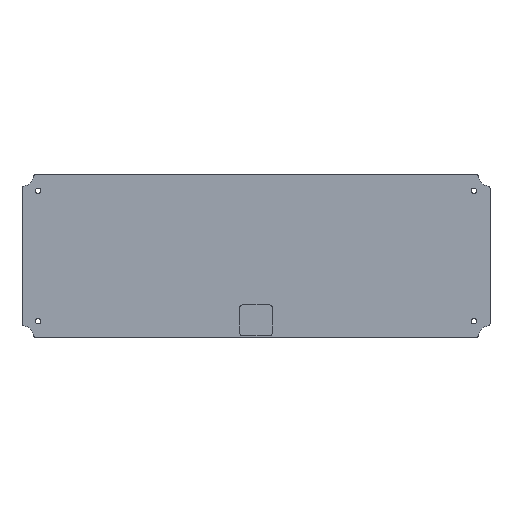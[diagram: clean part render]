
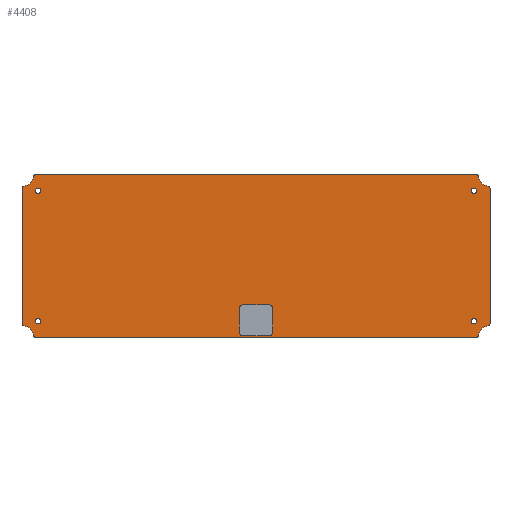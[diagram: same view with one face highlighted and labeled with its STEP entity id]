
A CAD part, front view. The second image highlights one B-rep face of the part: STEP entity #4408.
In plain terms, the highlighted planar face has unit normal (0, -1, 0).
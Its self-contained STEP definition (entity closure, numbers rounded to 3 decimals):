
#305=FACE_BOUND('',#944,.T.);
#306=FACE_BOUND('',#945,.T.);
#307=FACE_BOUND('',#946,.T.);
#308=FACE_BOUND('',#947,.T.);
#309=FACE_BOUND('',#948,.T.);
#382=CIRCLE('',#4579,6.6);
#383=CIRCLE('',#4581,1.);
#384=CIRCLE('',#4584,1.);
#385=CIRCLE('',#4586,6.6);
#386=CIRCLE('',#4588,1.);
#387=CIRCLE('',#4591,1.);
#388=CIRCLE('',#4593,6.6);
#389=CIRCLE('',#4595,1.);
#390=CIRCLE('',#4598,1.);
#391=CIRCLE('',#4601,1.);
#392=CIRCLE('',#4603,6.6);
#393=CIRCLE('',#4605,1.);
#394=CIRCLE('',#4607,1.5);
#396=CIRCLE('',#4610,1.5);
#398=CIRCLE('',#4613,1.5);
#400=CIRCLE('',#4616,1.5);
#402=CIRCLE('',#4623,2.);
#403=CIRCLE('',#4624,2.);
#404=CIRCLE('',#4625,2.);
#405=CIRCLE('',#4626,2.);
#451=PLANE('',#4622);
#687=FACE_OUTER_BOUND('',#943,.T.);
#943=EDGE_LOOP('',(#4056,#4057,#4058,#4059,#4060,#4061,#4062,#4063,#4064,
#4065,#4066,#4067,#4068,#4069,#4070,#4071));
#944=EDGE_LOOP('',(#4072));
#945=EDGE_LOOP('',(#4073));
#946=EDGE_LOOP('',(#4074));
#947=EDGE_LOOP('',(#4075));
#948=EDGE_LOOP('',(#4076,#4077,#4078,#4079,#4080,#4081,#4082,#4083));
#1215=LINE('',#9005,#1512);
#1220=LINE('',#9021,#1517);
#1225=LINE('',#9037,#1522);
#1227=LINE('',#9044,#1524);
#1239=LINE('',#9091,#1536);
#1240=LINE('',#9095,#1537);
#1241=LINE('',#9099,#1538);
#1242=LINE('',#9103,#1539);
#1512=VECTOR('',#5199,10.);
#1517=VECTOR('',#5218,10.);
#1522=VECTOR('',#5237,10.);
#1524=VECTOR('',#5245,10.);
#1536=VECTOR('',#5303,10.);
#1537=VECTOR('',#5306,10.);
#1538=VECTOR('',#5309,10.);
#1539=VECTOR('',#5312,10.);
#2083=VERTEX_POINT('',#8993);
#2084=VERTEX_POINT('',#8995);
#2085=VERTEX_POINT('',#8999);
#2086=VERTEX_POINT('',#9003);
#2087=VERTEX_POINT('',#9007);
#2088=VERTEX_POINT('',#9011);
#2089=VERTEX_POINT('',#9015);
#2090=VERTEX_POINT('',#9019);
#2091=VERTEX_POINT('',#9023);
#2092=VERTEX_POINT('',#9027);
#2093=VERTEX_POINT('',#9031);
#2094=VERTEX_POINT('',#9035);
#2095=VERTEX_POINT('',#9039);
#2096=VERTEX_POINT('',#9043);
#2097=VERTEX_POINT('',#9047);
#2098=VERTEX_POINT('',#9051);
#2099=VERTEX_POINT('',#9057);
#2101=VERTEX_POINT('',#9063);
#2103=VERTEX_POINT('',#9069);
#2105=VERTEX_POINT('',#9075);
#2107=VERTEX_POINT('',#9089);
#2108=VERTEX_POINT('',#9090);
#2109=VERTEX_POINT('',#9092);
#2110=VERTEX_POINT('',#9094);
#2111=VERTEX_POINT('',#9096);
#2112=VERTEX_POINT('',#9098);
#2113=VERTEX_POINT('',#9100);
#2114=VERTEX_POINT('',#9102);
#2719=EDGE_CURVE('',#2084,#2083,#382,.T.);
#2722=EDGE_CURVE('',#2083,#2085,#383,.F.);
#2724=EDGE_CURVE('',#2086,#2085,#1215,.T.);
#2726=EDGE_CURVE('',#2086,#2087,#384,.F.);
#2728=EDGE_CURVE('',#2088,#2087,#385,.F.);
#2730=EDGE_CURVE('',#2088,#2089,#386,.F.);
#2732=EDGE_CURVE('',#2090,#2089,#1220,.T.);
#2734=EDGE_CURVE('',#2090,#2091,#387,.F.);
#2736=EDGE_CURVE('',#2091,#2092,#388,.T.);
#2738=EDGE_CURVE('',#2092,#2093,#389,.F.);
#2740=EDGE_CURVE('',#2093,#2094,#1225,.T.);
#2741=EDGE_CURVE('',#2095,#2084,#390,.F.);
#2743=EDGE_CURVE('',#2096,#2095,#1227,.T.);
#2746=EDGE_CURVE('',#2094,#2097,#391,.F.);
#2748=EDGE_CURVE('',#2098,#2097,#392,.F.);
#2749=EDGE_CURVE('',#2098,#2096,#393,.F.);
#2750=EDGE_CURVE('',#2099,#2099,#394,.T.);
#2753=EDGE_CURVE('',#2101,#2101,#396,.T.);
#2756=EDGE_CURVE('',#2103,#2103,#398,.T.);
#2759=EDGE_CURVE('',#2105,#2105,#400,.T.);
#2766=EDGE_CURVE('',#2107,#2108,#1239,.F.);
#2767=EDGE_CURVE('',#2107,#2109,#402,.T.);
#2768=EDGE_CURVE('',#2110,#2109,#1240,.F.);
#2769=EDGE_CURVE('',#2110,#2111,#403,.T.);
#2770=EDGE_CURVE('',#2112,#2111,#1241,.F.);
#2771=EDGE_CURVE('',#2112,#2113,#404,.T.);
#2772=EDGE_CURVE('',#2114,#2113,#1242,.F.);
#2773=EDGE_CURVE('',#2114,#2108,#405,.T.);
#4056=ORIENTED_EDGE('',*,*,#2728,.F.);
#4057=ORIENTED_EDGE('',*,*,#2730,.T.);
#4058=ORIENTED_EDGE('',*,*,#2732,.F.);
#4059=ORIENTED_EDGE('',*,*,#2734,.T.);
#4060=ORIENTED_EDGE('',*,*,#2736,.T.);
#4061=ORIENTED_EDGE('',*,*,#2738,.T.);
#4062=ORIENTED_EDGE('',*,*,#2740,.T.);
#4063=ORIENTED_EDGE('',*,*,#2746,.T.);
#4064=ORIENTED_EDGE('',*,*,#2748,.F.);
#4065=ORIENTED_EDGE('',*,*,#2749,.T.);
#4066=ORIENTED_EDGE('',*,*,#2743,.T.);
#4067=ORIENTED_EDGE('',*,*,#2741,.T.);
#4068=ORIENTED_EDGE('',*,*,#2719,.T.);
#4069=ORIENTED_EDGE('',*,*,#2722,.T.);
#4070=ORIENTED_EDGE('',*,*,#2724,.F.);
#4071=ORIENTED_EDGE('',*,*,#2726,.T.);
#4072=ORIENTED_EDGE('',*,*,#2759,.T.);
#4073=ORIENTED_EDGE('',*,*,#2750,.T.);
#4074=ORIENTED_EDGE('',*,*,#2753,.T.);
#4075=ORIENTED_EDGE('',*,*,#2756,.T.);
#4076=ORIENTED_EDGE('',*,*,#2766,.F.);
#4077=ORIENTED_EDGE('',*,*,#2767,.T.);
#4078=ORIENTED_EDGE('',*,*,#2768,.F.);
#4079=ORIENTED_EDGE('',*,*,#2769,.T.);
#4080=ORIENTED_EDGE('',*,*,#2770,.F.);
#4081=ORIENTED_EDGE('',*,*,#2771,.T.);
#4082=ORIENTED_EDGE('',*,*,#2772,.F.);
#4083=ORIENTED_EDGE('',*,*,#2773,.T.);
#4408=ADVANCED_FACE('',(#687,#305,#306,#307,#308,#309),#451,.F.);
#4579=AXIS2_PLACEMENT_3D('',#8996,#5188,#5189);
#4581=AXIS2_PLACEMENT_3D('',#9001,#5194,#5195);
#4584=AXIS2_PLACEMENT_3D('',#9009,#5203,#5204);
#4586=AXIS2_PLACEMENT_3D('',#9013,#5208,#5209);
#4588=AXIS2_PLACEMENT_3D('',#9017,#5213,#5214);
#4591=AXIS2_PLACEMENT_3D('',#9025,#5222,#5223);
#4593=AXIS2_PLACEMENT_3D('',#9029,#5227,#5228);
#4595=AXIS2_PLACEMENT_3D('',#9033,#5232,#5233);
#4598=AXIS2_PLACEMENT_3D('',#9040,#5240,#5241);
#4601=AXIS2_PLACEMENT_3D('',#9049,#5250,#5251);
#4603=AXIS2_PLACEMENT_3D('',#9053,#5255,#5256);
#4605=AXIS2_PLACEMENT_3D('',#9055,#5259,#5260);
#4607=AXIS2_PLACEMENT_3D('',#9058,#5263,#5264);
#4610=AXIS2_PLACEMENT_3D('',#9064,#5270,#5271);
#4613=AXIS2_PLACEMENT_3D('',#9070,#5277,#5278);
#4616=AXIS2_PLACEMENT_3D('',#9076,#5284,#5285);
#4622=AXIS2_PLACEMENT_3D('',#9088,#5301,#5302);
#4623=AXIS2_PLACEMENT_3D('',#9093,#5304,#5305);
#4624=AXIS2_PLACEMENT_3D('',#9097,#5307,#5308);
#4625=AXIS2_PLACEMENT_3D('',#9101,#5310,#5311);
#4626=AXIS2_PLACEMENT_3D('',#9104,#5313,#5314);
#5188=DIRECTION('center_axis',(0.,1.,0.));
#5189=DIRECTION('ref_axis',(0.,0.,1.));
#5194=DIRECTION('center_axis',(0.,1.,0.));
#5195=DIRECTION('ref_axis',(0.,0.,1.));
#5199=DIRECTION('',(-1.,0.,0.));
#5203=DIRECTION('center_axis',(0.,1.,0.));
#5204=DIRECTION('ref_axis',(0.,0.,1.));
#5208=DIRECTION('center_axis',(0.,1.,0.));
#5209=DIRECTION('ref_axis',(0.,0.,1.));
#5213=DIRECTION('center_axis',(0.,1.,0.));
#5214=DIRECTION('ref_axis',(0.,0.,1.));
#5218=DIRECTION('',(0.,0.,-1.));
#5222=DIRECTION('center_axis',(0.,1.,0.));
#5223=DIRECTION('ref_axis',(0.,0.,1.));
#5227=DIRECTION('center_axis',(0.,1.,0.));
#5228=DIRECTION('ref_axis',(0.,0.,1.));
#5232=DIRECTION('center_axis',(0.,1.,0.));
#5233=DIRECTION('ref_axis',(0.,0.,1.));
#5237=DIRECTION('',(-1.,0.,0.));
#5240=DIRECTION('center_axis',(0.,1.,0.));
#5241=DIRECTION('ref_axis',(0.,0.,1.));
#5245=DIRECTION('',(0.,0.,-1.));
#5250=DIRECTION('center_axis',(0.,1.,0.));
#5251=DIRECTION('ref_axis',(0.,0.,1.));
#5255=DIRECTION('center_axis',(0.,1.,0.));
#5256=DIRECTION('ref_axis',(0.,0.,1.));
#5259=DIRECTION('center_axis',(0.,1.,0.));
#5260=DIRECTION('ref_axis',(0.,0.,1.));
#5263=DIRECTION('center_axis',(0.,1.,0.));
#5264=DIRECTION('ref_axis',(0.,0.,1.));
#5270=DIRECTION('center_axis',(0.,1.,0.));
#5271=DIRECTION('ref_axis',(0.,0.,1.));
#5277=DIRECTION('center_axis',(0.,1.,0.));
#5278=DIRECTION('ref_axis',(0.,0.,1.));
#5284=DIRECTION('center_axis',(0.,1.,0.));
#5285=DIRECTION('ref_axis',(0.,0.,1.));
#5301=DIRECTION('center_axis',(0.,1.,0.));
#5302=DIRECTION('ref_axis',(0.,0.,1.));
#5303=DIRECTION('',(-1.,0.,0.));
#5304=DIRECTION('center_axis',(0.,1.,0.));
#5305=DIRECTION('ref_axis',(0.,0.,1.));
#5306=DIRECTION('',(0.,0.,1.));
#5307=DIRECTION('center_axis',(0.,1.,0.));
#5308=DIRECTION('ref_axis',(0.,0.,1.));
#5309=DIRECTION('',(1.,0.,0.));
#5310=DIRECTION('center_axis',(0.,1.,0.));
#5311=DIRECTION('ref_axis',(0.,0.,1.));
#5312=DIRECTION('',(0.,0.,-1.));
#5313=DIRECTION('center_axis',(0.,1.,0.));
#5314=DIRECTION('ref_axis',(0.,0.,1.));
#8993=CARTESIAN_POINT('',(-122.209,74.,-43.746));
#8995=CARTESIAN_POINT('',(-127.784,74.,-38.17));
#8996=CARTESIAN_POINT('Origin',(-128.74,74.,-44.701));
#8999=CARTESIAN_POINT('',(-121.22,74.,-44.601));
#9001=CARTESIAN_POINT('Origin',(-121.22,74.,-43.601));
#9003=CARTESIAN_POINT('',(121.232,74.,-44.601));
#9005=CARTESIAN_POINT('',(64.376,74.,-44.601));
#9007=CARTESIAN_POINT('',(122.222,74.,-43.746));
#9009=CARTESIAN_POINT('Origin',(121.232,74.,-43.601));
#9011=CARTESIAN_POINT('',(127.797,74.,-38.17));
#9013=CARTESIAN_POINT('Origin',(128.752,74.,-44.701));
#9015=CARTESIAN_POINT('',(128.652,74.,-37.181));
#9017=CARTESIAN_POINT('Origin',(127.652,74.,-37.181));
#9019=CARTESIAN_POINT('',(128.652,74.,37.542));
#9021=CARTESIAN_POINT('',(128.652,74.,-22.35));
#9023=CARTESIAN_POINT('',(127.797,74.,38.532));
#9025=CARTESIAN_POINT('Origin',(127.652,74.,37.542));
#9027=CARTESIAN_POINT('',(122.222,74.,44.107));
#9029=CARTESIAN_POINT('Origin',(128.752,74.,45.062));
#9031=CARTESIAN_POINT('',(121.232,74.,44.962));
#9033=CARTESIAN_POINT('Origin',(121.232,74.,43.962));
#9035=CARTESIAN_POINT('',(-121.22,74.,44.962));
#9037=CARTESIAN_POINT('',(64.376,74.,44.962));
#9039=CARTESIAN_POINT('',(-128.64,74.,-37.181));
#9040=CARTESIAN_POINT('Origin',(-127.64,74.,-37.181));
#9043=CARTESIAN_POINT('',(-128.64,74.,37.542));
#9044=CARTESIAN_POINT('',(-128.64,74.,-22.35));
#9047=CARTESIAN_POINT('',(-122.209,74.,44.107));
#9049=CARTESIAN_POINT('Origin',(-121.22,74.,43.962));
#9051=CARTESIAN_POINT('',(-127.784,74.,38.532));
#9053=CARTESIAN_POINT('Origin',(-128.74,74.,45.062));
#9055=CARTESIAN_POINT('Origin',(-127.64,74.,37.542));
#9057=CARTESIAN_POINT('',(119.752,74.,-37.201));
#9058=CARTESIAN_POINT('Origin',(119.752,74.,-35.701));
#9063=CARTESIAN_POINT('',(119.752,74.,34.562));
#9064=CARTESIAN_POINT('Origin',(119.752,74.,36.062));
#9069=CARTESIAN_POINT('',(-119.74,74.,34.562));
#9070=CARTESIAN_POINT('Origin',(-119.74,74.,36.062));
#9075=CARTESIAN_POINT('',(-119.74,74.,-37.201));
#9076=CARTESIAN_POINT('Origin',(-119.74,74.,-35.701));
#9088=CARTESIAN_POINT('Origin',(128.752,74.,-44.701));
#9089=CARTESIAN_POINT('',(-7.244,74.,-43.701));
#9090=CARTESIAN_POINT('',(7.256,74.,-43.701));
#9091=CARTESIAN_POINT('',(69.004,74.,-43.701));
#9092=CARTESIAN_POINT('',(-9.244,74.,-41.701));
#9093=CARTESIAN_POINT('Origin',(-7.244,74.,-41.701));
#9094=CARTESIAN_POINT('',(-9.244,74.,-28.701));
#9095=CARTESIAN_POINT('',(-9.244,74.,-44.201));
#9096=CARTESIAN_POINT('',(-7.244,74.,-26.701));
#9097=CARTESIAN_POINT('Origin',(-7.244,74.,-28.701));
#9098=CARTESIAN_POINT('',(7.256,74.,-26.701));
#9099=CARTESIAN_POINT('',(59.754,74.,-26.701));
#9100=CARTESIAN_POINT('',(9.256,74.,-28.701));
#9101=CARTESIAN_POINT('Origin',(7.256,74.,-28.701));
#9102=CARTESIAN_POINT('',(9.256,74.,-41.701));
#9103=CARTESIAN_POINT('',(9.256,74.,-44.201));
#9104=CARTESIAN_POINT('Origin',(7.256,74.,-41.701));
